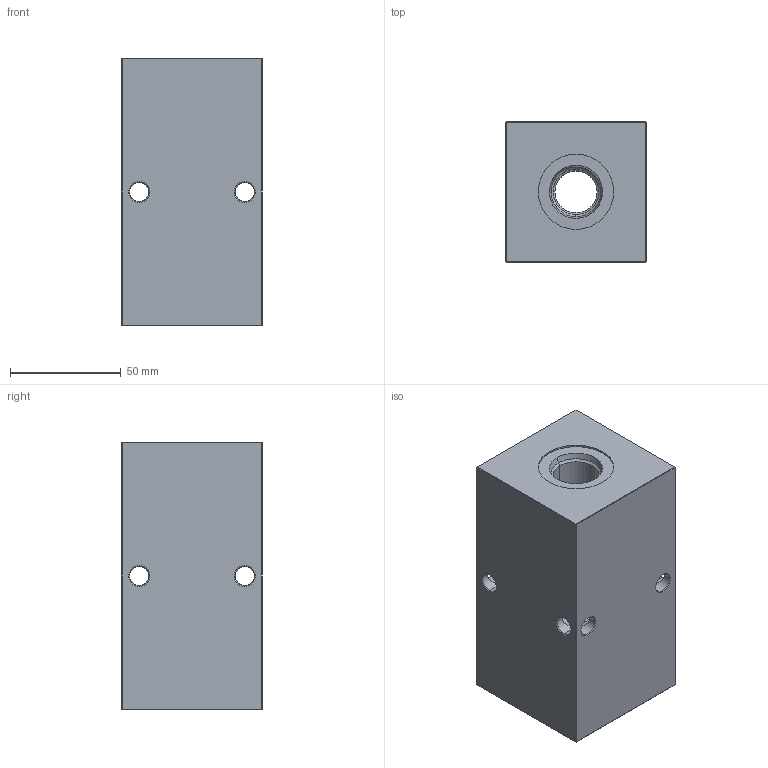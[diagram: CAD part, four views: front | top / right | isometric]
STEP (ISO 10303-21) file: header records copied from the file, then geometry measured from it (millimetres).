
FILE_DESCRIPTION (( 'STEP AP203' ), '1' );
FILE_NAME ('HM-2-0-S-10-6.STEP', '2020-10-01T20:52:41', ( '' ), ( '' ), 'SwSTEP 2.0', 'SolidWorks 2019', '' );
FILE_SCHEMA (( 'CONFIG_CONTROL_DESIGN' ));
Length unit declared in the file: inch
Products named in the file (1): HM-2-0-S-10-6
Bounding box: 63.5 x 63.5 x 120.65 mm (x, y, z)
Volume: 428607 mm3; surface area: 52055 mm2
Topology: 1 solids, 1 shells, 508 faces, 1318 edges, 850 vertices
Faces by surface type: plane 230, bspline 192, cylinder 46, cone 40
Entity records: 24975 total; most frequent: CARTESIAN_POINT 13813, ORIENTED_EDGE 2636, DIRECTION 1626, EDGE_CURVE 1318, VERTEX_POINT 850, LINE 796, VECTOR 796, EDGE_LOOP 568
